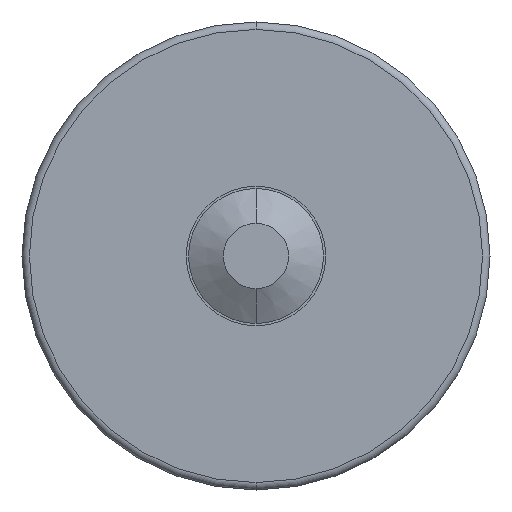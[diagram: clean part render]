
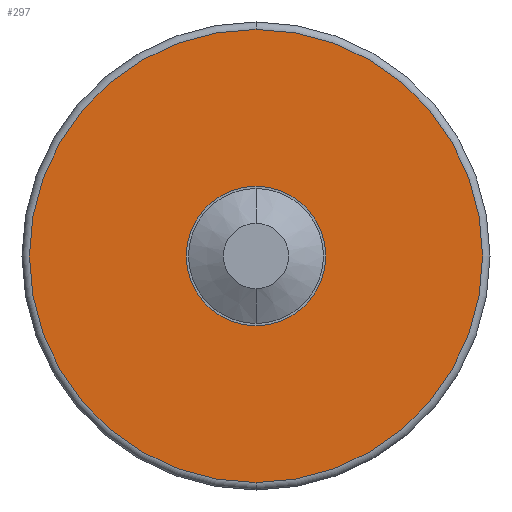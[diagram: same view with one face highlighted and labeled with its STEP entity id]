
A CAD part, front view. The second image highlights one B-rep face of the part: STEP entity #297.
In plain terms, the highlighted planar face has unit normal (0, -1, 0).
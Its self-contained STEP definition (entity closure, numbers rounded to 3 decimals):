
#8 = EDGE_LOOP ( 'NONE', ( #131, #295 ) ) ;
#27 = FACE_BOUND ( 'NONE', #8, .T. ) ;
#34 = DIRECTION ( 'NONE',  ( 0., 0., -1. ) ) ;
#35 = CIRCLE ( 'NONE', #397, 7.637 ) ;
#103 = DIRECTION ( 'NONE',  ( 0., -1., 0. ) ) ;
#131 = ORIENTED_EDGE ( 'NONE', *, *, #420, .F. ) ;
#156 = DIRECTION ( 'NONE',  ( 0., 0., -1. ) ) ;
#167 = ORIENTED_EDGE ( 'NONE', *, *, #515, .T. ) ;
#187 = DIRECTION ( 'NONE',  ( 0., -1., 0. ) ) ;
#208 = VERTEX_POINT ( 'NONE', #611 ) ;
#214 = AXIS2_PLACEMENT_3D ( 'NONE', #419, #103, #471 ) ;
#222 = ORIENTED_EDGE ( 'NONE', *, *, #316, .T. ) ;
#237 = AXIS2_PLACEMENT_3D ( 'NONE', #259, #637, #252 ) ;
#252 = DIRECTION ( 'NONE',  ( 0., 0., -1. ) ) ;
#259 = CARTESIAN_POINT ( 'NONE',  ( 0., 17.02, 0. ) ) ;
#265 = CARTESIAN_POINT ( 'NONE',  ( 0., 17.02, -7.637 ) ) ;
#295 = ORIENTED_EDGE ( 'NONE', *, *, #676, .F. ) ;
#297 = ADVANCED_FACE ( 'NONE', ( #624, #27 ), #407, .T. ) ;
#303 = CARTESIAN_POINT ( 'NONE',  ( 0., 17.02, -2.35 ) ) ;
#316 = EDGE_CURVE ( 'NONE', #208, #500, #35, .T. ) ;
#320 = VERTEX_POINT ( 'NONE', #303 ) ;
#343 = CARTESIAN_POINT ( 'NONE',  ( 0., 17.02, 0. ) ) ;
#349 = CARTESIAN_POINT ( 'NONE',  ( 2.35, 17.02, 0. ) ) ;
#367 = CARTESIAN_POINT ( 'NONE',  ( 0., 17.02, 2.35 ) ) ;
#371 = AXIS2_PLACEMENT_3D ( 'NONE', #583, #641, #156 ) ;
#397 = AXIS2_PLACEMENT_3D ( 'NONE', #343, #187, #34 ) ;
#407 = PLANE ( 'NONE',  #492 ) ;
#419 = CARTESIAN_POINT ( 'NONE',  ( 0., 17.02, 0. ) ) ;
#420 = EDGE_CURVE ( 'NONE', #320, #470, #438, .T. ) ;
#426 = CIRCLE ( 'NONE', #214, 7.637 ) ;
#434 = EDGE_LOOP ( 'NONE', ( #167, #222 ) ) ;
#438 = CIRCLE ( 'NONE', #371, 2.35 ) ;
#470 = VERTEX_POINT ( 'NONE', #367 ) ;
#471 = DIRECTION ( 'NONE',  ( 0., 0., -1. ) ) ;
#492 = AXIS2_PLACEMENT_3D ( 'NONE', #349, #629, #684 ) ;
#500 = VERTEX_POINT ( 'NONE', #265 ) ;
#515 = EDGE_CURVE ( 'NONE', #500, #208, #426, .T. ) ;
#583 = CARTESIAN_POINT ( 'NONE',  ( 0., 17.02, 0. ) ) ;
#584 = CIRCLE ( 'NONE', #237, 2.35 ) ;
#611 = CARTESIAN_POINT ( 'NONE',  ( 0., 17.02, 7.637 ) ) ;
#624 = FACE_OUTER_BOUND ( 'NONE', #434, .T. ) ;
#629 = DIRECTION ( 'NONE',  ( 0., -1., 0. ) ) ;
#637 = DIRECTION ( 'NONE',  ( 0., -1., 0. ) ) ;
#641 = DIRECTION ( 'NONE',  ( 0., -1., 0. ) ) ;
#676 = EDGE_CURVE ( 'NONE', #470, #320, #584, .T. ) ;
#684 = DIRECTION ( 'NONE',  ( 0., 0., -1. ) ) ;
